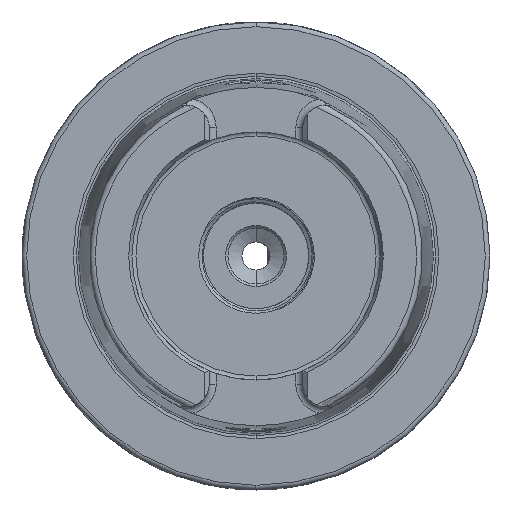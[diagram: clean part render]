
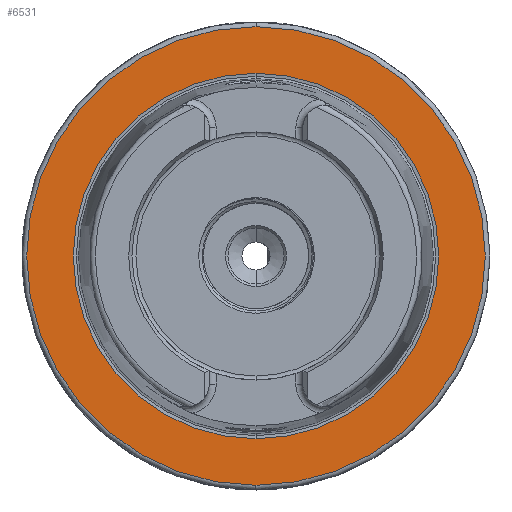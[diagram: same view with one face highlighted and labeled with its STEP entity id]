
A CAD part, left-side view. The second image highlights one B-rep face of the part: STEP entity #6531.
In plain terms, the highlighted planar face has unit normal (-1, 0, 0).
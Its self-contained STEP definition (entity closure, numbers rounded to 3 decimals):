
#6531 = ADVANCED_FACE ( 'NONE', ( #24331, #24334 ), #32317, .T. ) ;
#6662 = ORIENTED_EDGE ( 'NONE', *, *, #11938, .T. ) ;
#6671 = ORIENTED_EDGE ( 'NONE', *, *, #7141, .T. ) ;
#6959 = DIRECTION ( 'NONE',  ( 1., 0., 0. ) ) ;
#6971 = DIRECTION ( 'NONE',  ( 0., 0., -1. ) ) ;
#6978 = CARTESIAN_POINT ( 'NONE',  ( 0., 0., 0. ) ) ;
#7140 = EDGE_CURVE ( 'NONE', #24380, #24379, #12922, .T. ) ;
#7141 = EDGE_CURVE ( 'NONE', #24416, #24409, #12904, .T. ) ;
#10826 = CARTESIAN_POINT ( 'NONE',  ( 0., 0., 49. ) ) ;
#10835 = CARTESIAN_POINT ( 'NONE',  ( 0., 0., 39.054 ) ) ;
#10867 = CARTESIAN_POINT ( 'NONE',  ( 0., 0., -39.054 ) ) ;
#10895 = CARTESIAN_POINT ( 'NONE',  ( 0., 0., -49. ) ) ;
#11736 = AXIS2_PLACEMENT_3D ( 'NONE', #19324, #19323, #19321 ) ;
#11852 = EDGE_CURVE ( 'NONE', #24409, #24416, #13037, .T. ) ;
#11938 = EDGE_CURVE ( 'NONE', #24379, #24380, #13124, .T. ) ;
#12001 = AXIS2_PLACEMENT_3D ( 'NONE', #32325, #32328, #32321 ) ;
#12102 = AXIS2_PLACEMENT_3D ( 'NONE', #23843, #16126, #16206 ) ;
#12108 = AXIS2_PLACEMENT_3D ( 'NONE', #6978, #6959, #6971 ) ;
#12508 = DIRECTION ( 'NONE',  ( -1., 0., 0. ) ) ;
#12509 = CARTESIAN_POINT ( 'NONE',  ( 0., 0., 0. ) ) ;
#12521 = DIRECTION ( 'NONE',  ( 0., 0., 1. ) ) ;
#12904 = CIRCLE ( 'NONE', #12108, 39.054 ) ;
#12922 = CIRCLE ( 'NONE', #12102, 49. ) ;
#13037 = CIRCLE ( 'NONE', #11736, 39.054 ) ;
#13124 = CIRCLE ( 'NONE', #14598, 49. ) ;
#14598 = AXIS2_PLACEMENT_3D ( 'NONE', #12509, #12508, #12521 ) ;
#16126 = DIRECTION ( 'NONE',  ( -1., 0., 0. ) ) ;
#16206 = DIRECTION ( 'NONE',  ( 0., 0., 1. ) ) ;
#19321 = DIRECTION ( 'NONE',  ( 0., 0., -1. ) ) ;
#19323 = DIRECTION ( 'NONE',  ( 1., 0., 0. ) ) ;
#19324 = CARTESIAN_POINT ( 'NONE',  ( 0., 0., 0. ) ) ;
#23843 = CARTESIAN_POINT ( 'NONE',  ( 0., 0., 0. ) ) ;
#24195 = EDGE_LOOP ( 'NONE', ( #32833, #6671 ) ) ;
#24233 = EDGE_LOOP ( 'NONE', ( #6662, #32838 ) ) ;
#24331 = FACE_OUTER_BOUND ( 'NONE', #24233, .T. ) ;
#24334 = FACE_BOUND ( 'NONE', #24195, .T. ) ;
#24379 = VERTEX_POINT ( 'NONE', #10826 ) ;
#24380 = VERTEX_POINT ( 'NONE', #10895 ) ;
#24409 = VERTEX_POINT ( 'NONE', #10835 ) ;
#24416 = VERTEX_POINT ( 'NONE', #10867 ) ;
#32317 = PLANE ( 'NONE',  #12001 ) ;
#32321 = DIRECTION ( 'NONE',  ( 0., 0., 1. ) ) ;
#32325 = CARTESIAN_POINT ( 'NONE',  ( 0., 39.054, 0. ) ) ;
#32328 = DIRECTION ( 'NONE',  ( -1., 0., 0. ) ) ;
#32833 = ORIENTED_EDGE ( 'NONE', *, *, #11852, .T. ) ;
#32838 = ORIENTED_EDGE ( 'NONE', *, *, #7140, .T. ) ;
